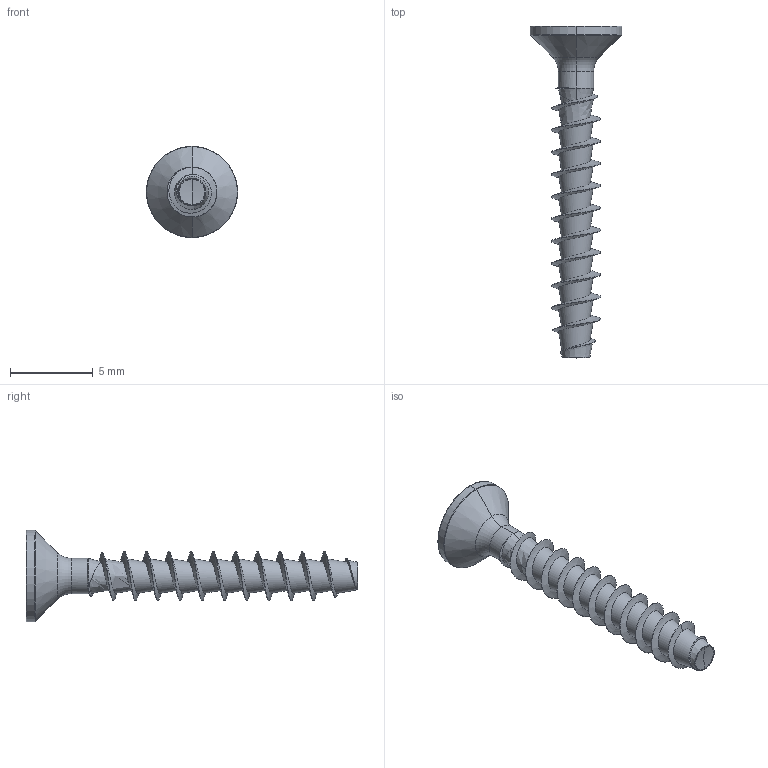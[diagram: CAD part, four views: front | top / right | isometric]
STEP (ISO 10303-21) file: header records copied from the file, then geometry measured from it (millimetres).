
FILE_DESCRIPTION (( 'STEP AP203' ), '1' );
FILE_NAME ('STP23A0300200.STEP', '2017-11-16T21:06:50', ( '' ), ( '' ), 'SwSTEP 2.0', 'SolidWorks 2015', '' );
FILE_SCHEMA (( 'CONFIG_CONTROL_DESIGN' ));
Length unit declared in the file: millimetre
Products named in the file (1): STP23A0300200
Bounding box: 5.5 x 20 x 5.5 mm (x, y, z)
Volume: 89.7 mm3; surface area: 257.7 mm2
Topology: 1 solids, 1 shells, 166 faces, 378 edges, 214 vertices
Faces by surface type: bspline 56, cylinder 45, plane 30, sphere 18, cone 11, torus 6
Entity records: 17642 total; most frequent: CARTESIAN_POINT 14340, ORIENTED_EDGE 752, DIRECTION 592, EDGE_CURVE 376, AXIS2_PLACEMENT_3D 240, VERTEX_POINT 214, EDGE_LOOP 168, FACE_OUTER_BOUND 166
